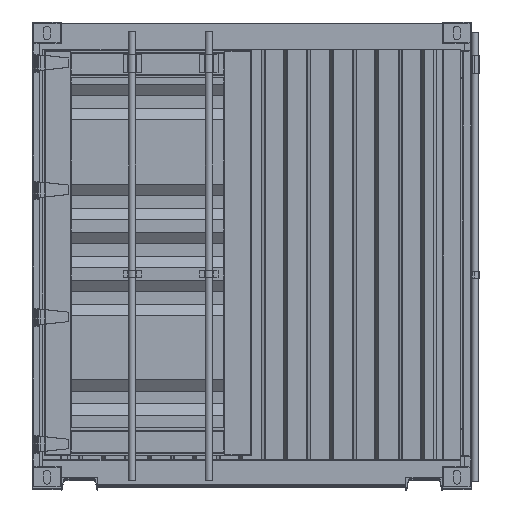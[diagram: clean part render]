
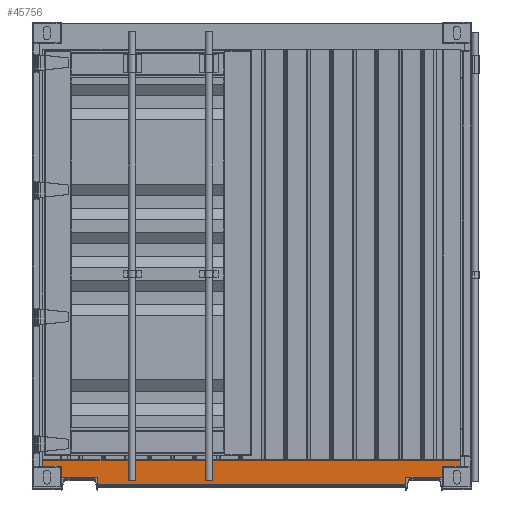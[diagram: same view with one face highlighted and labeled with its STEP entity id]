
A CAD part, top view. The second image highlights one B-rep face of the part: STEP entity #45756.
In plain terms, the highlighted free-form (B-spline) face has degree [1, 1] with [2, 2] control points.
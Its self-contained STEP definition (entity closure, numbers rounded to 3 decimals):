
#41324 = VERTEX_POINT('',#41325);
#41325 = CARTESIAN_POINT('',(12294.159,-6573.613,
    3587.72));
#41330 = EDGE_CURVE('',#41324,#41331,#41333,.T.);
#41331 = VERTEX_POINT('',#41332);
#41332 = CARTESIAN_POINT('',(12294.159,-6639.089,
    3587.72));
#41333 = B_SPLINE_CURVE_WITH_KNOTS('',1,(#41334,#41335),.UNSPECIFIED.,
  .F.,.F.,(2,2),(0.,44.704),.PIECEWISE_BEZIER_KNOTS.);
#41334 = CARTESIAN_POINT('',(12294.159,-6573.613,
    3587.72));
#41335 = CARTESIAN_POINT('',(12294.159,-6639.089,
    3587.72));
#41356 = VERTEX_POINT('',#41357);
#41357 = CARTESIAN_POINT('',(12591.779,-6573.613,
    3587.72));
#41362 = EDGE_CURVE('',#41324,#41356,#41363,.T.);
#41363 = B_SPLINE_CURVE_WITH_KNOTS('',1,(#41364,#41365),.UNSPECIFIED.,
  .F.,.F.,(2,2),(0.,203.2),.PIECEWISE_BEZIER_KNOTS.);
#41364 = CARTESIAN_POINT('',(12294.159,-6573.613,
    3587.72));
#41365 = CARTESIAN_POINT('',(12591.779,-6573.613,
    3587.72));
#41377 = VERTEX_POINT('',#41378);
#41378 = CARTESIAN_POINT('',(12591.779,-6480.978,
    3587.72));
#41383 = EDGE_CURVE('',#41377,#41356,#41384,.T.);
#41384 = B_SPLINE_CURVE_WITH_KNOTS('',1,(#41385,#41386),.UNSPECIFIED.,
  .F.,.F.,(2,2),(0.,63.246),.PIECEWISE_BEZIER_KNOTS.);
#41385 = CARTESIAN_POINT('',(12591.779,-6480.978,
    3587.72));
#41386 = CARTESIAN_POINT('',(12591.779,-6573.613,
    3587.72));
#41405 = VERTEX_POINT('',#41406);
#41406 = CARTESIAN_POINT('',(9494.668,-6480.978,
    3587.72));
#41411 = EDGE_CURVE('',#41412,#41405,#41414,.T.);
#41412 = VERTEX_POINT('',#41413);
#41413 = CARTESIAN_POINT('',(9345.858,-6480.978,
    3587.72));
#41414 = B_SPLINE_CURVE_WITH_KNOTS('',1,(#41415,#41416),.UNSPECIFIED.,
  .F.,.F.,(2,2),(0.,101.6),.PIECEWISE_BEZIER_KNOTS.);
#41415 = CARTESIAN_POINT('',(9345.858,-6480.978,
    3587.72));
#41416 = CARTESIAN_POINT('',(9494.668,-6480.978,
    3587.72));
#41442 = VERTEX_POINT('',#41443);
#41443 = CARTESIAN_POINT('',(9494.668,-6573.613,
    3587.72));
#41448 = EDGE_CURVE('',#41405,#41442,#41449,.T.);
#41449 = B_SPLINE_CURVE_WITH_KNOTS('',1,(#41450,#41451),.UNSPECIFIED.,
  .F.,.F.,(2,2),(0.,63.246),.PIECEWISE_BEZIER_KNOTS.);
#41450 = CARTESIAN_POINT('',(9494.668,-6480.978,
    3587.72));
#41451 = CARTESIAN_POINT('',(9494.668,-6573.613,
    3587.72));
#41464 = VERTEX_POINT('',#41465);
#41465 = CARTESIAN_POINT('',(9792.288,-6573.613,
    3587.72));
#41470 = EDGE_CURVE('',#41442,#41464,#41471,.T.);
#41471 = B_SPLINE_CURVE_WITH_KNOTS('',1,(#41472,#41473),.UNSPECIFIED.,
  .F.,.F.,(2,2),(0.,203.2),.PIECEWISE_BEZIER_KNOTS.);
#41472 = CARTESIAN_POINT('',(9494.668,-6573.613,
    3587.72));
#41473 = CARTESIAN_POINT('',(9792.288,-6573.613,
    3587.72));
#41486 = VERTEX_POINT('',#41487);
#41487 = CARTESIAN_POINT('',(9792.288,-6639.089,
    3587.72));
#41492 = EDGE_CURVE('',#41464,#41486,#41493,.T.);
#41493 = B_SPLINE_CURVE_WITH_KNOTS('',1,(#41494,#41495),.UNSPECIFIED.,
  .F.,.F.,(2,2),(0.,44.704),.PIECEWISE_BEZIER_KNOTS.);
#41494 = CARTESIAN_POINT('',(9792.288,-6573.613,
    3587.72));
#41495 = CARTESIAN_POINT('',(9792.288,-6639.089,
    3587.72));
#41513 = EDGE_CURVE('',#41486,#41331,#41514,.T.);
#41514 = B_SPLINE_CURVE_WITH_KNOTS('',1,(#41515,#41516),.UNSPECIFIED.,
  .F.,.F.,(2,2),(0.,1708.15),.PIECEWISE_BEZIER_KNOTS.);
#41515 = CARTESIAN_POINT('',(9792.288,-6639.089,
    3587.72));
#41516 = CARTESIAN_POINT('',(12294.159,-6639.089,
    3587.72));
#41539 = VERTEX_POINT('',#41540);
#41540 = CARTESIAN_POINT('',(12740.59,-6480.978,
    3587.72));
#41545 = EDGE_CURVE('',#41377,#41539,#41546,.T.);
#41546 = B_SPLINE_CURVE_WITH_KNOTS('',1,(#41547,#41548),.UNSPECIFIED.,
  .F.,.F.,(2,2),(0.,101.6),.PIECEWISE_BEZIER_KNOTS.);
#41547 = CARTESIAN_POINT('',(12591.779,-6480.978,
    3587.72));
#41548 = CARTESIAN_POINT('',(12740.59,-6480.978,
    3587.72));
#45738 = EDGE_CURVE('',#45739,#41412,#45741,.T.);
#45739 = VERTEX_POINT('',#45740);
#45740 = CARTESIAN_POINT('',(9345.858,-6425.175,
    3587.72));
#45741 = B_SPLINE_CURVE_WITH_KNOTS('',1,(#45742,#45743),.UNSPECIFIED.,
  .F.,.F.,(2,2),(0.,38.1),.PIECEWISE_BEZIER_KNOTS.);
#45742 = CARTESIAN_POINT('',(9345.858,-6425.175,
    3587.72));
#45743 = CARTESIAN_POINT('',(9345.858,-6480.978,
    3587.72));
#45756 = ADVANCED_FACE('',(#45757),#45781,.T.);
#45757 = FACE_BOUND('',#45758,.T.);
#45758 = EDGE_LOOP('',(#45759,#45760,#45761,#45762,#45763,#45764,#45765,
    #45772,#45777,#45778,#45779,#45780));
#45759 = ORIENTED_EDGE('',*,*,#41492,.T.);
#45760 = ORIENTED_EDGE('',*,*,#41513,.T.);
#45761 = ORIENTED_EDGE('',*,*,#41330,.F.);
#45762 = ORIENTED_EDGE('',*,*,#41362,.T.);
#45763 = ORIENTED_EDGE('',*,*,#41383,.F.);
#45764 = ORIENTED_EDGE('',*,*,#41545,.T.);
#45765 = ORIENTED_EDGE('',*,*,#45766,.F.);
#45766 = EDGE_CURVE('',#45767,#41539,#45769,.T.);
#45767 = VERTEX_POINT('',#45768);
#45768 = CARTESIAN_POINT('',(12740.59,-6425.175,
    3587.72));
#45769 = B_SPLINE_CURVE_WITH_KNOTS('',1,(#45770,#45771),.UNSPECIFIED.,
  .F.,.F.,(2,2),(0.,38.1),.PIECEWISE_BEZIER_KNOTS.);
#45770 = CARTESIAN_POINT('',(12740.59,-6425.175,
    3587.72));
#45771 = CARTESIAN_POINT('',(12740.59,-6480.978,
    3587.72));
#45772 = ORIENTED_EDGE('',*,*,#45773,.F.);
#45773 = EDGE_CURVE('',#45739,#45767,#45774,.T.);
#45774 = B_SPLINE_CURVE_WITH_KNOTS('',1,(#45775,#45776),.UNSPECIFIED.,
  .F.,.F.,(2,2),(0.,2317.75),.PIECEWISE_BEZIER_KNOTS.);
#45775 = CARTESIAN_POINT('',(9345.858,-6425.175,
    3587.72));
#45776 = CARTESIAN_POINT('',(12740.59,-6425.175,
    3587.72));
#45777 = ORIENTED_EDGE('',*,*,#45738,.T.);
#45778 = ORIENTED_EDGE('',*,*,#41411,.T.);
#45779 = ORIENTED_EDGE('',*,*,#41448,.T.);
#45780 = ORIENTED_EDGE('',*,*,#41470,.T.);
#45781 = B_SPLINE_SURFACE_WITH_KNOTS('',1,1,(
    (#45782,#45783)
    ,(#45784,#45785
    )),.UNSPECIFIED.,.F.,.F.,.F.,(2,2),(2,2),(-101.6,
    2216.15),(0.,146.05),.PIECEWISE_BEZIER_KNOTS.);
#45782 = CARTESIAN_POINT('',(9345.858,-6639.089,
    3587.72));
#45783 = CARTESIAN_POINT('',(9345.858,-6425.175,
    3587.72));
#45784 = CARTESIAN_POINT('',(12740.59,-6639.089,
    3587.72));
#45785 = CARTESIAN_POINT('',(12740.59,-6425.175,
    3587.72));
